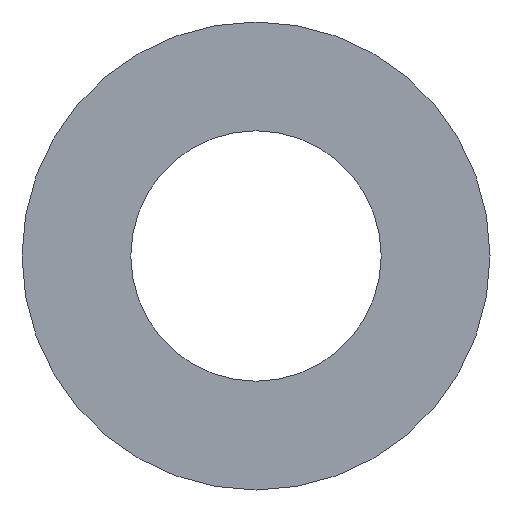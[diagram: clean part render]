
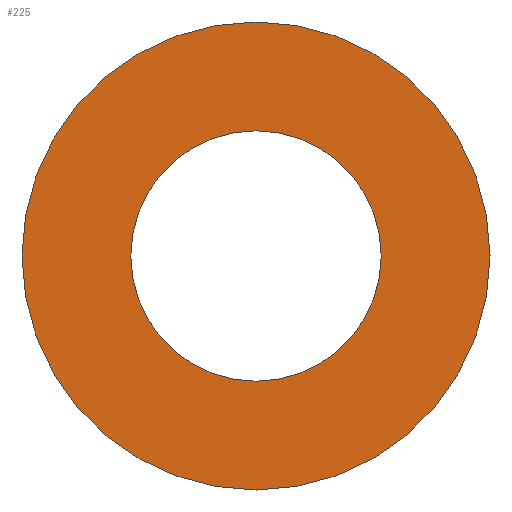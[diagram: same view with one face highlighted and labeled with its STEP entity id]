
A CAD part, front view. The second image highlights one B-rep face of the part: STEP entity #225.
In plain terms, the highlighted planar face has unit normal (0, -1, 0).
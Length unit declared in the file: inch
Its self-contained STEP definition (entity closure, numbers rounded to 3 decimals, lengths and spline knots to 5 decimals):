
#8 = AXIS2_PLACEMENT_3D ( 'NONE', #127, #31, #191 ) ;
#9 = ORIENTED_EDGE ( 'NONE', *, *, #131, .T. ) ;
#21 = EDGE_LOOP ( 'NONE', ( #9, #144 ) ) ;
#26 = EDGE_LOOP ( 'NONE', ( #183, #180 ) ) ;
#31 = DIRECTION ( 'NONE',  ( 0., 1., 0. ) ) ;
#48 = VERTEX_POINT ( 'NONE', #198 ) ;
#56 = EDGE_CURVE ( 'NONE', #104, #48, #90, .T. ) ;
#67 = DIRECTION ( 'NONE',  ( 0., 0., 1. ) ) ;
#77 = FACE_OUTER_BOUND ( 'NONE', #26, .T. ) ;
#79 = CARTESIAN_POINT ( 'NONE',  ( 0., -0.0355, 0.2425 ) ) ;
#83 = CARTESIAN_POINT ( 'NONE',  ( 0., -0.0355, 0. ) ) ;
#88 = EDGE_CURVE ( 'NONE', #220, #98, #230, .T. ) ;
#90 = CIRCLE ( 'NONE', #251, 0.2425 ) ;
#93 = AXIS2_PLACEMENT_3D ( 'NONE', #250, #247, #170 ) ;
#98 = VERTEX_POINT ( 'NONE', #121 ) ;
#100 = EDGE_CURVE ( 'NONE', #98, #220, #110, .T. ) ;
#102 = CARTESIAN_POINT ( 'NONE',  ( 0., -0.0355, 0. ) ) ;
#104 = VERTEX_POINT ( 'NONE', #79 ) ;
#110 = CIRCLE ( 'NONE', #174, 0.453 ) ;
#121 = CARTESIAN_POINT ( 'NONE',  ( 0., -0.0355, -0.453 ) ) ;
#127 = CARTESIAN_POINT ( 'NONE',  ( 0., -0.0355, 0. ) ) ;
#131 = EDGE_CURVE ( 'NONE', #48, #104, #192, .T. ) ;
#144 = ORIENTED_EDGE ( 'NONE', *, *, #56, .T. ) ;
#145 = AXIS2_PLACEMENT_3D ( 'NONE', #102, #187, #67 ) ;
#147 = CARTESIAN_POINT ( 'NONE',  ( 0., -0.0355, 0. ) ) ;
#162 = DIRECTION ( 'NONE',  ( 0., 0., 1. ) ) ;
#170 = DIRECTION ( 'NONE',  ( 0., 0., 1. ) ) ;
#173 = PLANE ( 'NONE',  #93 ) ;
#174 = AXIS2_PLACEMENT_3D ( 'NONE', #147, #240, #221 ) ;
#180 = ORIENTED_EDGE ( 'NONE', *, *, #88, .F. ) ;
#183 = ORIENTED_EDGE ( 'NONE', *, *, #100, .F. ) ;
#187 = DIRECTION ( 'NONE',  ( 0., 1., 0. ) ) ;
#191 = DIRECTION ( 'NONE',  ( 0., 0., 1. ) ) ;
#192 = CIRCLE ( 'NONE', #8, 0.2425 ) ;
#198 = CARTESIAN_POINT ( 'NONE',  ( 0., -0.0355, -0.2425 ) ) ;
#209 = FACE_BOUND ( 'NONE', #21, .T. ) ;
#220 = VERTEX_POINT ( 'NONE', #246 ) ;
#221 = DIRECTION ( 'NONE',  ( 0., 0., 1. ) ) ;
#225 = ADVANCED_FACE ( 'NONE', ( #77, #209 ), #173, .F. ) ;
#230 = CIRCLE ( 'NONE', #145, 0.453 ) ;
#238 = DIRECTION ( 'NONE',  ( 0., 1., 0. ) ) ;
#240 = DIRECTION ( 'NONE',  ( 0., 1., 0. ) ) ;
#246 = CARTESIAN_POINT ( 'NONE',  ( 0., -0.0355, 0.453 ) ) ;
#247 = DIRECTION ( 'NONE',  ( 0., 1., 0. ) ) ;
#250 = CARTESIAN_POINT ( 'NONE',  ( 0., -0.0355, 0. ) ) ;
#251 = AXIS2_PLACEMENT_3D ( 'NONE', #83, #238, #162 ) ;
